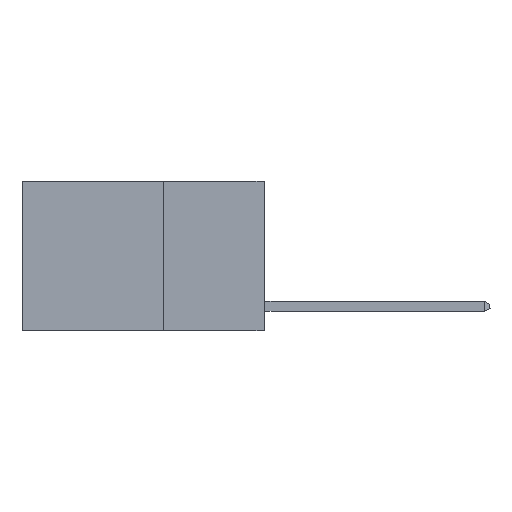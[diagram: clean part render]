
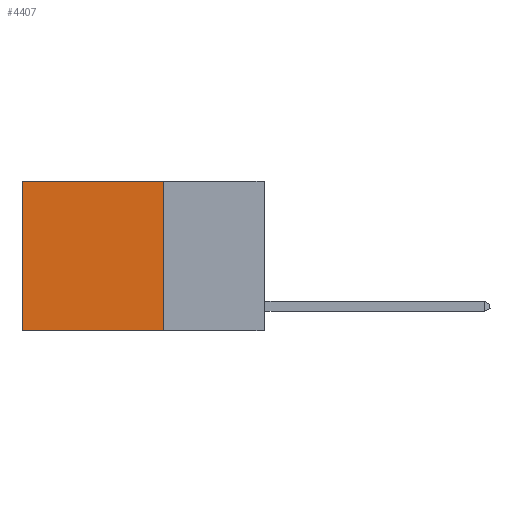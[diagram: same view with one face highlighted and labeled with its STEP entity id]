
A CAD part, left-side view. The second image highlights one B-rep face of the part: STEP entity #4407.
In plain terms, the highlighted planar face has unit normal (-1, 0, 0).
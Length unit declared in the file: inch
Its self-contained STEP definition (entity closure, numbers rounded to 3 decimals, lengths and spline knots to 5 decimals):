
#387 = CARTESIAN_POINT ( 'NONE',  ( 0.2625, 0.6, 0. ) ) ;
#1122 = VECTOR ( 'NONE', #9198, 39.37008 ) ;
#1280 = VECTOR ( 'NONE', #3464, 39.37008 ) ;
#1295 = DIRECTION ( 'NONE',  ( 0., 0., -1. ) ) ;
#1755 = LINE ( 'NONE', #12256, #1280 ) ;
#3269 = EDGE_LOOP ( 'NONE', ( #6511, #15387, #9828, #7888 ) ) ;
#3369 = VERTEX_POINT ( 'NONE', #16575 ) ;
#3464 = DIRECTION ( 'NONE',  ( 0., 1., 0. ) ) ;
#3643 = LINE ( 'NONE', #13361, #18780 ) ;
#3805 = CARTESIAN_POINT ( 'NONE',  ( 0.2625, 0.25, -0.37 ) ) ;
#4407 = ADVANCED_FACE ( 'NONE', ( #12102 ), #15932, .F. ) ;
#5690 = CARTESIAN_POINT ( 'NONE',  ( 0.2625, 0.25, 0. ) ) ;
#6045 = DIRECTION ( 'NONE',  ( 0., 1., 0. ) ) ;
#6213 = EDGE_CURVE ( 'NONE', #15538, #10813, #3643, .T. ) ;
#6511 = ORIENTED_EDGE ( 'NONE', *, *, #17820, .T. ) ;
#6661 = CARTESIAN_POINT ( 'NONE',  ( 0.2625, 0.25, 0. ) ) ;
#7020 = EDGE_CURVE ( 'NONE', #3369, #15538, #15766, .T. ) ;
#7888 = ORIENTED_EDGE ( 'NONE', *, *, #8364, .T. ) ;
#8055 = CARTESIAN_POINT ( 'NONE',  ( 0.2625, 0.6, 0. ) ) ;
#8364 = EDGE_CURVE ( 'NONE', #3369, #9082, #1755, .T. ) ;
#9082 = VERTEX_POINT ( 'NONE', #8055 ) ;
#9198 = DIRECTION ( 'NONE',  ( 0., 0., -1. ) ) ;
#9828 = ORIENTED_EDGE ( 'NONE', *, *, #7020, .F. ) ;
#10082 = AXIS2_PLACEMENT_3D ( 'NONE', #5690, #10124, #1295 ) ;
#10124 = DIRECTION ( 'NONE',  ( 1., 0., 0. ) ) ;
#10813 = VERTEX_POINT ( 'NONE', #18847 ) ;
#12102 = FACE_OUTER_BOUND ( 'NONE', #3269, .T. ) ;
#12256 = CARTESIAN_POINT ( 'NONE',  ( 0.2625, 0.25, 0. ) ) ;
#13361 = CARTESIAN_POINT ( 'NONE',  ( 0.2625, 0.25, -0.37 ) ) ;
#15387 = ORIENTED_EDGE ( 'NONE', *, *, #6213, .F. ) ;
#15538 = VERTEX_POINT ( 'NONE', #3805 ) ;
#15766 = LINE ( 'NONE', #6661, #16240 ) ;
#15826 = LINE ( 'NONE', #387, #1122 ) ;
#15932 = PLANE ( 'NONE',  #10082 ) ;
#16240 = VECTOR ( 'NONE', #16946, 39.37008 ) ;
#16575 = CARTESIAN_POINT ( 'NONE',  ( 0.2625, 0.25, 0. ) ) ;
#16946 = DIRECTION ( 'NONE',  ( 0., 0., -1. ) ) ;
#17820 = EDGE_CURVE ( 'NONE', #9082, #10813, #15826, .T. ) ;
#18780 = VECTOR ( 'NONE', #6045, 39.37008 ) ;
#18847 = CARTESIAN_POINT ( 'NONE',  ( 0.2625, 0.6, -0.37 ) ) ;
